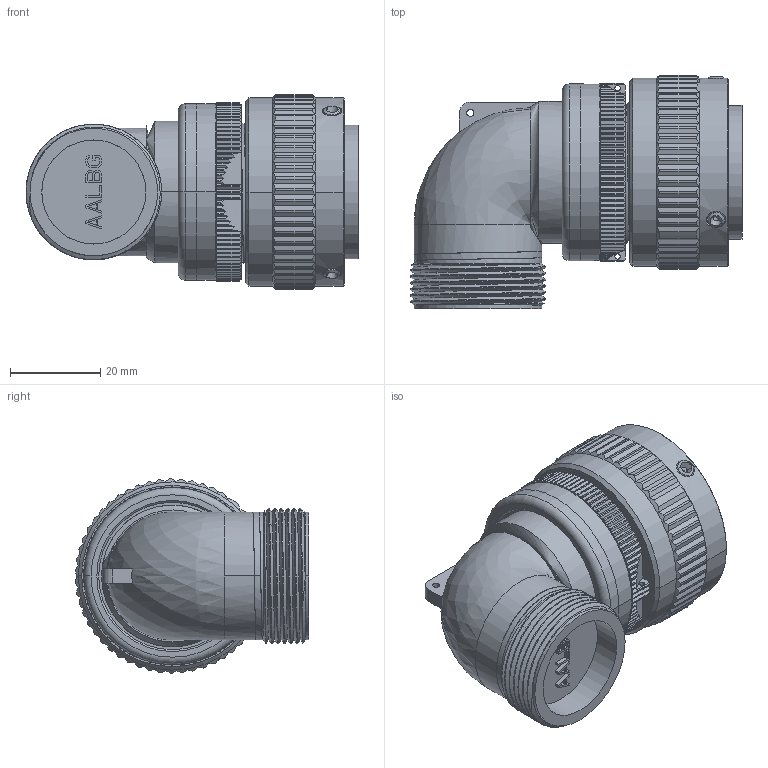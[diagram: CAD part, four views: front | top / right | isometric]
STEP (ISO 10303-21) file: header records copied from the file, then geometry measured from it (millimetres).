
FILE_DESCRIPTION((''),'2;1');
FILE_NAME('T3_SW0001','2023-03-29T08:25:01',('paultorloting'),('NET AG system integration'),'CREO PARAMETRIC BY PTC INC, 2021404','CREO PARAMETRIC BY PTC INC, 2021404','');
FILE_SCHEMA(('AUTOMOTIVE_DESIGN { 1 0 10303 214 1 1 1 1 }'));
Length unit declared in the file: millimetre
Products named in the file (1): T3_SW0001
Bounding box: 73.44 x 51.62 x 42.98 mm (x, y, z)
Volume: 59263.2 mm3; surface area: 20964.1 mm2
Topology: 1 solids, 1 shells, 1179 faces, 3181 edges, 2031 vertices
Faces by surface type: plane 687, cylinder 234, cone 231, bspline 17, torus 10
Entity records: 53819 total; most frequent: CARTESIAN_POINT 18730, ORIENTED_EDGE 6350, DIRECTION 5501, EDGE_CURVE 3175, VERTEX_POINT 2031, AXIS2_PLACEMENT_3D 1920, VECTOR 1658, LINE 1658
